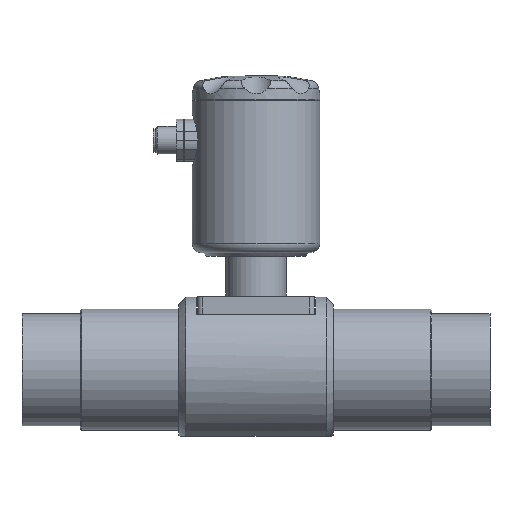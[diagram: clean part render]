
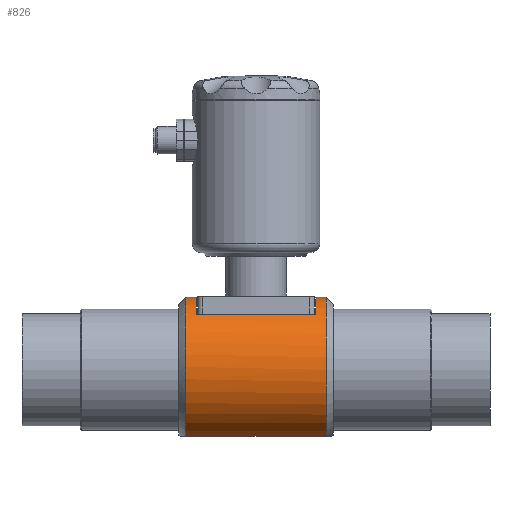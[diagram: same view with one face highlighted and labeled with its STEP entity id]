
A CAD part, left-side view. The second image highlights one B-rep face of the part: STEP entity #826.
In plain terms, the highlighted cylindrical face has radius 31 mm (diameter 62 mm), a partial arc.
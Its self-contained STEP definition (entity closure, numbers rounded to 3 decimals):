
#826 = ADVANCED_FACE( 'NONE', ( #1745, #1746 ), #1747, .T. );
#1745 = FACE_OUTER_BOUND( '', #2662, .T. );
#1746 = FACE_BOUND( '', #2663, .T. );
#1747 = CYLINDRICAL_SURFACE( '', #2664, 31. );
#2662 = EDGE_LOOP( '', ( #4761, #4762, #4763, #4764 ) );
#2663 = EDGE_LOOP( '', ( #4765, #4766, #4767, #4768 ) );
#2664 = AXIS2_PLACEMENT_3D( '', #4769, #4770, #4771 );
#4761 = ORIENTED_EDGE( '', *, *, #4918, .T. );
#4762 = ORIENTED_EDGE( '', *, *, #5278, .T. );
#4763 = ORIENTED_EDGE( '', *, *, #5317, .T. );
#4764 = ORIENTED_EDGE( '', *, *, #5276, .T. );
#4765 = ORIENTED_EDGE( '', *, *, #5450, .T. );
#4766 = ORIENTED_EDGE( '', *, *, #5108, .T. );
#4767 = ORIENTED_EDGE( '', *, *, #5451, .T. );
#4768 = ORIENTED_EDGE( '', *, *, #5339, .T. );
#4769 = CARTESIAN_POINT( '', ( 0., -100., 0. ) );
#4770 = DIRECTION( '', ( 0., -1., 0. ) );
#4771 = DIRECTION( '', ( -1., 0., 0. ) );
#4918 = EDGE_CURVE( 'NONE', #5811, #5812, #5813, .T. );
#5108 = EDGE_CURVE( 'NONE', #6108, #6107, #6110, .T. );
#5276 = EDGE_CURVE( 'NONE', #6351, #5811, #6352, .T. );
#5278 = EDGE_CURVE( 'NONE', #5812, #6353, #6355, .T. );
#5317 = EDGE_CURVE( 'NONE', #6353, #6351, #6405, .T. );
#5339 = EDGE_CURVE( 'NONE', #6432, #6431, #6434, .T. );
#5450 = EDGE_CURVE( 'NONE', #6431, #6108, #6571, .T. );
#5451 = EDGE_CURVE( 'NONE', #6107, #6432, #6572, .T. );
#5811 = VERTEX_POINT( 'NONE', #7297 );
#5812 = VERTEX_POINT( 'NONE', #7298 );
#5813 = CIRCLE( '', #7299, 31. );
#6107 = VERTEX_POINT( 'NONE', #7791 );
#6108 = VERTEX_POINT( 'NONE', #7792 );
#6110 = CIRCLE( '', #7795, 31. );
#6351 = VERTEX_POINT( 'NONE', #8277 );
#6352 = LINE( '', #8278, #8279 );
#6353 = VERTEX_POINT( 'NONE', #8280 );
#6355 = LINE( '', #8297, #8298 );
#6405 = CIRCLE( '', #8452, 31. );
#6431 = VERTEX_POINT( 'NONE', #8486 );
#6432 = VERTEX_POINT( 'NONE', #8487 );
#6434 = CIRCLE( '', #8490, 31. );
#6571 = LINE( '', #8759, #8760 );
#6572 = LINE( '', #8761, #8762 );
#7297 = CARTESIAN_POINT( '', ( -12.196, -30., -28.5 ) );
#7298 = CARTESIAN_POINT( '', ( 12.196, -30., -28.5 ) );
#7299 = AXIS2_PLACEMENT_3D( '', #9104, #9105, #9106 );
#7791 = CARTESIAN_POINT( '', ( -20.218, -25.5, 23.5 ) );
#7792 = CARTESIAN_POINT( '', ( 20.218, -25.5, 23.5 ) );
#7795 = AXIS2_PLACEMENT_3D( '', #9366, #9367, #9368 );
#8277 = CARTESIAN_POINT( '', ( -12.196, 30., -28.5 ) );
#8278 = CARTESIAN_POINT( '', ( -12.196, -100., -28.5 ) );
#8279 = VECTOR( '', #9576, 1000. );
#8280 = CARTESIAN_POINT( '', ( 12.196, 30., -28.5 ) );
#8297 = CARTESIAN_POINT( '', ( 12.196, -100., -28.5 ) );
#8298 = VECTOR( '', #9577, 1000. );
#8452 = AXIS2_PLACEMENT_3D( '', #9616, #9617, #9618 );
#8486 = CARTESIAN_POINT( '', ( 20.218, 25.5, 23.5 ) );
#8487 = CARTESIAN_POINT( '', ( -20.218, 25.5, 23.5 ) );
#8490 = AXIS2_PLACEMENT_3D( '', #9640, #9641, #9642 );
#8759 = CARTESIAN_POINT( '', ( 20.218, -100., 23.5 ) );
#8760 = VECTOR( '', #9748, 1000. );
#8761 = CARTESIAN_POINT( '', ( -20.218, -100., 23.5 ) );
#8762 = VECTOR( '', #9749, 1000. );
#9104 = CARTESIAN_POINT( '', ( 0., -30., 0. ) );
#9105 = DIRECTION( '', ( 0., 1., 0. ) );
#9106 = DIRECTION( '', ( -1., 0., 0. ) );
#9366 = CARTESIAN_POINT( '', ( 0., -25.5, 0. ) );
#9367 = DIRECTION( '', ( 0., -1., 0. ) );
#9368 = DIRECTION( '', ( 1., 0., 0. ) );
#9576 = DIRECTION( '', ( 0., -1., 0. ) );
#9577 = DIRECTION( '', ( 0., 1., 0. ) );
#9616 = CARTESIAN_POINT( '', ( 0., 30., 0. ) );
#9617 = DIRECTION( '', ( 0., -1., 0. ) );
#9618 = DIRECTION( '', ( 1., 0., 0. ) );
#9640 = CARTESIAN_POINT( '', ( 0., 25.5, 0. ) );
#9641 = DIRECTION( '', ( 0., 1., 0. ) );
#9642 = DIRECTION( '', ( -1., 0., 0. ) );
#9748 = DIRECTION( '', ( 0., -1., 0. ) );
#9749 = DIRECTION( '', ( 0., 1., 0. ) );
